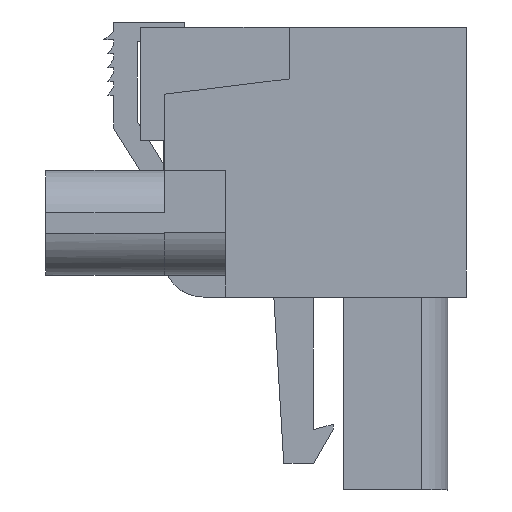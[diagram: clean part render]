
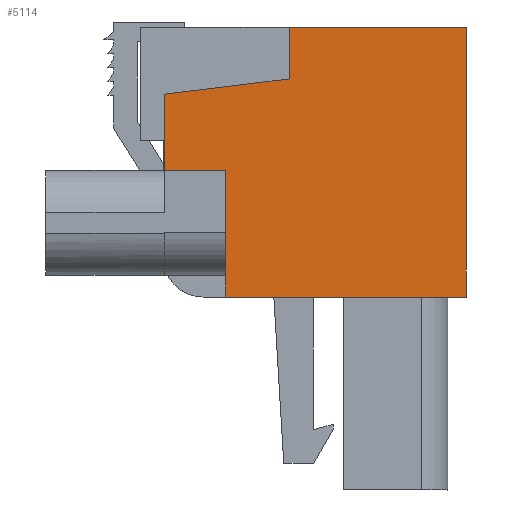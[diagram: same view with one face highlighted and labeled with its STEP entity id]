
A CAD part, left-side view. The second image highlights one B-rep face of the part: STEP entity #5114.
In plain terms, the highlighted planar face has unit normal (-1, 0, 0).
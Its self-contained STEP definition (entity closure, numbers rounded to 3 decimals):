
#5062=AXIS2_PLACEMENT_3D('Plane Axis2P3D',#5059,#5060,#5061) ;
#4644=CARTESIAN_POINT('Vertex',(0.,0.,23.375)) ;
#4647=CARTESIAN_POINT('Line Origine',(0.,0.,16.563)) ;
#4651=CARTESIAN_POINT('Vertex',(0.,0.,9.75)) ;
#4812=CARTESIAN_POINT('Vertex',(0.,8.955,23.375)) ;
#4815=CARTESIAN_POINT('Line Origine',(0.,4.478,23.375)) ;
#5059=CARTESIAN_POINT('Axis2P3D Location',(0.,-0.5,0.)) ;
#5064=CARTESIAN_POINT('Line Origine',(0.,12.155,12.95)) ;
#5068=CARTESIAN_POINT('Vertex',(0.,12.155,9.75)) ;
#5070=CARTESIAN_POINT('Vertex',(0.,12.155,16.15)) ;
#5073=CARTESIAN_POINT('Line Origine',(0.,6.078,9.75)) ;
#5078=CARTESIAN_POINT('Line Origine',(0.,8.955,22.075)) ;
#5082=CARTESIAN_POINT('Vertex',(0.,8.955,20.775)) ;
#5085=CARTESIAN_POINT('Line Origine',(0.,12.105,20.388)) ;
#5089=CARTESIAN_POINT('Vertex',(0.,15.255,20.001)) ;
#5092=CARTESIAN_POINT('Line Origine',(0.,15.255,18.076)) ;
#5096=CARTESIAN_POINT('Vertex',(0.,15.255,16.15)) ;
#5099=CARTESIAN_POINT('Line Origine',(0.,13.705,16.15)) ;
#4648=DIRECTION('Vector Direction',(0.,0.,1.)) ;
#4816=DIRECTION('Vector Direction',(0.,1.,0.)) ;
#5060=DIRECTION('Axis2P3D Direction',(-1.,0.,0.)) ;
#5061=DIRECTION('Axis2P3D XDirection',(0.,0.,1.)) ;
#5065=DIRECTION('Vector Direction',(0.,0.,1.)) ;
#5074=DIRECTION('Vector Direction',(0.,-1.,0.)) ;
#5079=DIRECTION('Vector Direction',(0.,0.,-1.)) ;
#5086=DIRECTION('Vector Direction',(0.,0.993,-0.122)) ;
#5093=DIRECTION('Vector Direction',(0.,0.,-1.)) ;
#5100=DIRECTION('Vector Direction',(0.,1.,0.)) ;
#4649=VECTOR('Line Direction',#4648,1.) ;
#4817=VECTOR('Line Direction',#4816,1.) ;
#5066=VECTOR('Line Direction',#5065,1.) ;
#5075=VECTOR('Line Direction',#5074,1.) ;
#5080=VECTOR('Line Direction',#5079,1.) ;
#5087=VECTOR('Line Direction',#5086,1.) ;
#5094=VECTOR('Line Direction',#5093,1.) ;
#5101=VECTOR('Line Direction',#5100,1.) ;
#5105=ORIENTED_EDGE('',*,*,#5072,.F.) ;
#5106=ORIENTED_EDGE('',*,*,#5077,.T.) ;
#5107=ORIENTED_EDGE('',*,*,#4653,.T.) ;
#5108=ORIENTED_EDGE('',*,*,#4819,.T.) ;
#5109=ORIENTED_EDGE('',*,*,#5084,.T.) ;
#5110=ORIENTED_EDGE('',*,*,#5091,.T.) ;
#5111=ORIENTED_EDGE('',*,*,#5098,.T.) ;
#5112=ORIENTED_EDGE('',*,*,#5103,.F.) ;
#5114=ADVANCED_FACE('BODY',(#5113),#5063,.T.) ;
#4653=EDGE_CURVE('',#4652,#4645,#4650,.T.) ;
#4819=EDGE_CURVE('',#4645,#4813,#4818,.T.) ;
#5072=EDGE_CURVE('',#5069,#5071,#5067,.T.) ;
#5077=EDGE_CURVE('',#5069,#4652,#5076,.T.) ;
#5084=EDGE_CURVE('',#4813,#5083,#5081,.T.) ;
#5091=EDGE_CURVE('',#5083,#5090,#5088,.T.) ;
#5098=EDGE_CURVE('',#5090,#5097,#5095,.T.) ;
#5103=EDGE_CURVE('',#5071,#5097,#5102,.T.) ;
#5104=EDGE_LOOP('',(#5105,#5106,#5107,#5108,#5109,#5110,#5111,#5112)) ;
#5113=FACE_OUTER_BOUND('',#5104,.T.) ;
#4650=LINE('Line',#4647,#4649) ;
#4818=LINE('Line',#4815,#4817) ;
#5067=LINE('Line',#5064,#5066) ;
#5076=LINE('Line',#5073,#5075) ;
#5081=LINE('Line',#5078,#5080) ;
#5088=LINE('Line',#5085,#5087) ;
#5095=LINE('Line',#5092,#5094) ;
#5102=LINE('Line',#5099,#5101) ;
#5063=PLANE('',#5062) ;
#4645=VERTEX_POINT('',#4644) ;
#4652=VERTEX_POINT('',#4651) ;
#4813=VERTEX_POINT('',#4812) ;
#5069=VERTEX_POINT('',#5068) ;
#5071=VERTEX_POINT('',#5070) ;
#5083=VERTEX_POINT('',#5082) ;
#5090=VERTEX_POINT('',#5089) ;
#5097=VERTEX_POINT('',#5096) ;
